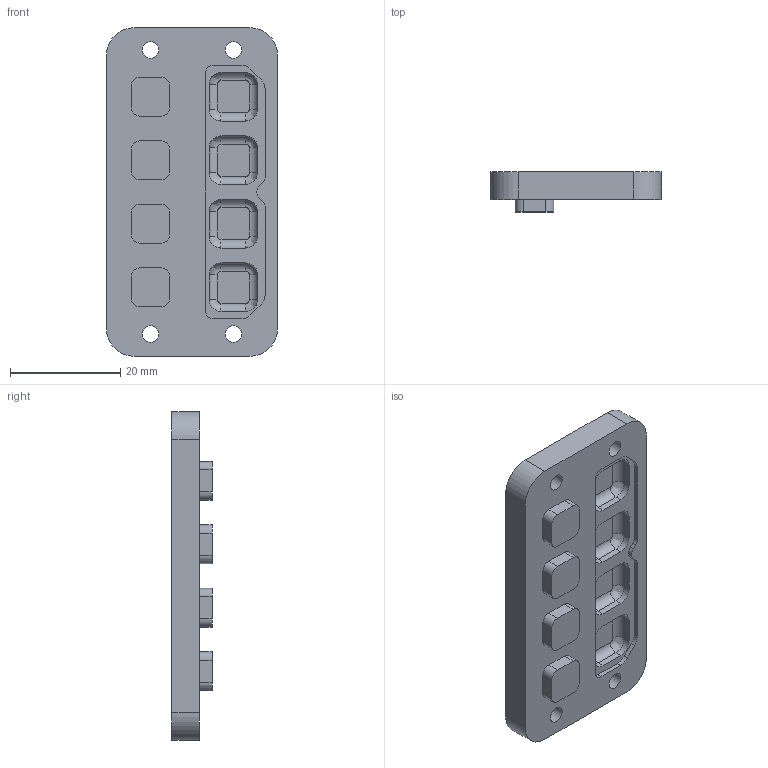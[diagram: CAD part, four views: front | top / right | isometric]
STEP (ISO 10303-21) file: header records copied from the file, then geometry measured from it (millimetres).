
FILE_DESCRIPTION(/* description */ ('OpenIRV project top housing part buttons silicone cover matrix v0.1.0'),/* implementation_level */ '2;1');
FILE_NAME(/* name */ 'buttons_matrix.stp',/* time_stamp */ '2020-08-26T01:07:32+03:00',/* author */ ('Vaagn Oganesyan'),/* organization */ ('-'),/* preprocessor_version */ 'ST-DEVELOPER v17.2',/* originating_system */ 'Autodesk Inventor 2019',/* authorisation */ '');
FILE_SCHEMA (('AUTOMOTIVE_DESIGN { 1 0 10303 214 3 1 1 }'));
Length unit declared in the file: millimetre
Products named in the file (1): top
Bounding box: 31 x 7.3 x 59.5 mm (x, y, z)
Volume: 8288.1 mm3; surface area: 5216.3 mm2
Topology: 1 solids, 1 shells, 137 faces, 350 edges, 224 vertices
Faces by surface type: cylinder 65, plane 56, bspline 16
Full cylindrical faces by diameter (mm): 3 x4
Entity records: 4285 total; most frequent: CARTESIAN_POINT 840, DIRECTION 744, ORIENTED_EDGE 700, EDGE_CURVE 350, AXIS2_PLACEMENT_3D 272, VERTEX_POINT 224, LINE 200, VECTOR 200
